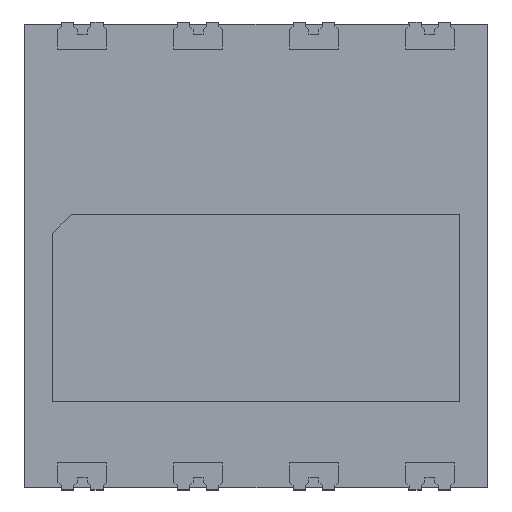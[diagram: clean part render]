
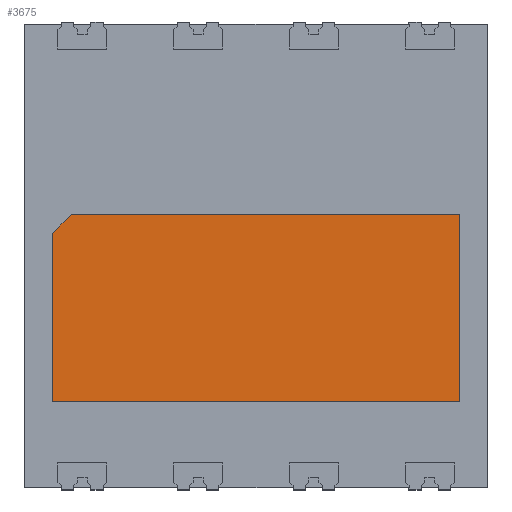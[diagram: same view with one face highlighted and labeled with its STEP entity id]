
A CAD part, top view. The second image highlights one B-rep face of the part: STEP entity #3675.
In plain terms, the highlighted planar face has unit normal (0, 0, 1).
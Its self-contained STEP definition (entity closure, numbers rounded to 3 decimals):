
#3675=ADVANCED_FACE('',(#6430),#6432,.T.);
#6430=FACE_BOUND('',#6431,.T.);
#6431=EDGE_LOOP('',(#9057,#9058,#9059,#9060,#9061));
#6432=PLANE('',#6433);
#6433=AXIS2_PLACEMENT_3D('',#6434,#6435,#6436);
#6434=CARTESIAN_POINT('',(0.,0.,0.9));
#6435=DIRECTION('',(0.,0.,1.));
#6436=DIRECTION('',(-1.,0.,0.));
#9057=ORIENTED_EDGE('',*,*,#10115,.T.);
#9058=ORIENTED_EDGE('',*,*,#10123,.T.);
#9059=ORIENTED_EDGE('',*,*,#10121,.T.);
#9060=ORIENTED_EDGE('',*,*,#10119,.T.);
#9061=ORIENTED_EDGE('',*,*,#10117,.T.);
#10115=EDGE_CURVE('',#11991,#11989,#11992,.T.);
#10117=EDGE_CURVE('',#11994,#11991,#11995,.T.);
#10119=EDGE_CURVE('',#11997,#11994,#11998,.T.);
#10121=EDGE_CURVE('',#12000,#11997,#12001,.T.);
#10123=EDGE_CURVE('',#11989,#12000,#12003,.T.);
#11989=VERTEX_POINT('',#16031);
#11991=VERTEX_POINT('',#16035);
#11992=LINE('',#16036,#16037);
#11994=VERTEX_POINT('',#16042);
#11995=LINE('',#16043,#16044);
#11997=VERTEX_POINT('',#16049);
#11998=LINE('',#16050,#16051);
#12000=VERTEX_POINT('',#16056);
#12001=LINE('',#16057,#16058);
#12003=LINE('',#16063,#16064);
#16031=CARTESIAN_POINT('',(-4.388,-3.141,0.9));
#16035=CARTESIAN_POINT('',(-4.388,0.491,0.9));
#16036=CARTESIAN_POINT('',(-4.388,0.491,0.9));
#16037=VECTOR('',#16038,1.);
#16038=DIRECTION('',(0.,-1.,0.));
#16042=CARTESIAN_POINT('',(-3.988,0.891,0.9));
#16043=CARTESIAN_POINT('',(-3.988,0.891,0.9));
#16044=VECTOR('',#16045,1.);
#16045=DIRECTION('',(-0.707,-0.707,0.));
#16049=CARTESIAN_POINT('',(4.388,0.891,0.9));
#16050=CARTESIAN_POINT('',(4.388,0.891,0.9));
#16051=VECTOR('',#16052,1.);
#16052=DIRECTION('',(-1.,0.,0.));
#16056=CARTESIAN_POINT('',(4.388,-3.141,0.9));
#16057=CARTESIAN_POINT('',(4.388,-3.141,0.9));
#16058=VECTOR('',#16059,1.);
#16059=DIRECTION('',(0.,1.,0.));
#16063=CARTESIAN_POINT('',(-4.388,-3.141,0.9));
#16064=VECTOR('',#16065,1.);
#16065=DIRECTION('',(1.,0.,0.));
